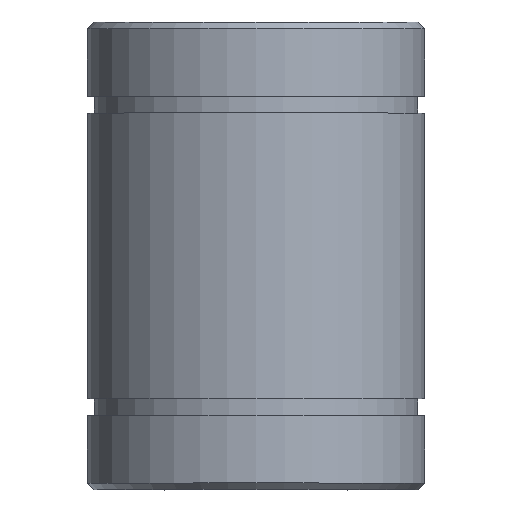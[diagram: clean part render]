
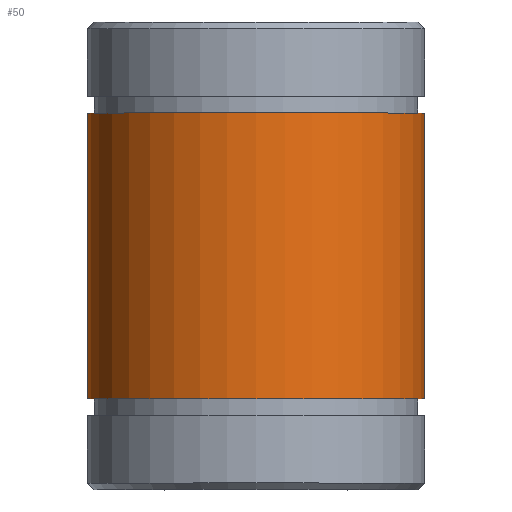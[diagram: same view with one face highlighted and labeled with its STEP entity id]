
A CAD part, top view. The second image highlights one B-rep face of the part: STEP entity #50.
In plain terms, the highlighted cylindrical face has radius 13 mm (diameter 26 mm), a partial arc.
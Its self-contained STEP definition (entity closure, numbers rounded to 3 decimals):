
#50 = ADVANCED_FACE( '', ( #107 ), #108, .T. );
#107 = FACE_OUTER_BOUND( '', #168, .T. );
#108 = CYLINDRICAL_SURFACE( '', #169, 13. );
#168 = EDGE_LOOP( '', ( #255, #256, #257, #258 ) );
#169 = AXIS2_PLACEMENT_3D( '', #259, #260, #261 );
#255 = ORIENTED_EDGE( '', *, *, #398, .T. );
#256 = ORIENTED_EDGE( '', *, *, #408, .F. );
#257 = ORIENTED_EDGE( '', *, *, #409, .F. );
#258 = ORIENTED_EDGE( '', *, *, #394, .T. );
#259 = CARTESIAN_POINT( '', ( 0., -60., 0. ) );
#260 = DIRECTION( '', ( 0., 1., 0. ) );
#261 = DIRECTION( '', ( 0., 0., -1. ) );
#394 = EDGE_CURVE( '', #445, #474, #476, .T. );
#398 = EDGE_CURVE( '', #474, #480, #482, .T. );
#408 = EDGE_CURVE( '', #496, #480, #497, .T. );
#409 = EDGE_CURVE( '', #445, #496, #498, .T. );
#445 = VERTEX_POINT( '', #543 );
#474 = VERTEX_POINT( '', #594 );
#476 = LINE( '', #597, #598 );
#480 = VERTEX_POINT( '', #602 );
#482 = CIRCLE( '', #605, 13. );
#496 = VERTEX_POINT( '', #623 );
#497 = LINE( '', #624, #625 );
#498 = CIRCLE( '', #626, 13. );
#543 = CARTESIAN_POINT( '', ( 7.296, -11., -10.76 ) );
#594 = CARTESIAN_POINT( '', ( 7.296, 11., -10.76 ) );
#597 = CARTESIAN_POINT( '', ( 7.296, -51.459, -10.76 ) );
#598 = VECTOR( '', #699, 1000. );
#602 = CARTESIAN_POINT( '', ( -7.296, 11., -10.76 ) );
#605 = AXIS2_PLACEMENT_3D( '', #704, #705, #706 );
#623 = CARTESIAN_POINT( '', ( -7.296, -11., -10.76 ) );
#624 = CARTESIAN_POINT( '', ( -7.296, -51.459, -10.76 ) );
#625 = VECTOR( '', #720, 1000. );
#626 = AXIS2_PLACEMENT_3D( '', #721, #722, #723 );
#699 = DIRECTION( '', ( 0., 1., 0. ) );
#704 = CARTESIAN_POINT( '', ( 0., 11., 0. ) );
#705 = DIRECTION( '', ( 0., -1., 0. ) );
#706 = DIRECTION( '', ( 0., 0., -1. ) );
#720 = DIRECTION( '', ( 0., 1., 0. ) );
#721 = CARTESIAN_POINT( '', ( 0., -11., 0. ) );
#722 = DIRECTION( '', ( 0., -1., 0. ) );
#723 = DIRECTION( '', ( 0., 0., -1. ) );
